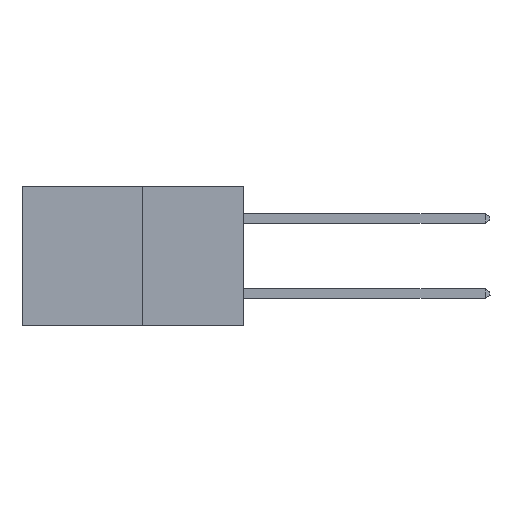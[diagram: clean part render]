
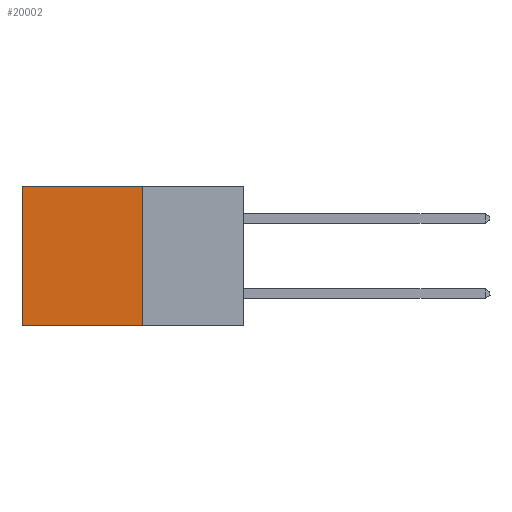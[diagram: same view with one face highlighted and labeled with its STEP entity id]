
A CAD part, left-side view. The second image highlights one B-rep face of the part: STEP entity #20002.
In plain terms, the highlighted planar face has unit normal (-1, 0, 0).
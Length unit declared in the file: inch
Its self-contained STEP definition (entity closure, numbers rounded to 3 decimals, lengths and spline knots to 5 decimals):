
#388 = CARTESIAN_POINT ( 'NONE',  ( 0.277, 0.59, -0.37 ) ) ;
#1328 = VERTEX_POINT ( 'NONE', #24233 ) ;
#2948 = LINE ( 'NONE', #20985, #7351 ) ;
#3063 = VERTEX_POINT ( 'NONE', #24710 ) ;
#3988 = CARTESIAN_POINT ( 'NONE',  ( 0.277, 0.27, 0. ) ) ;
#4732 = EDGE_CURVE ( 'NONE', #8213, #1328, #22645, .T. ) ;
#5491 = FACE_OUTER_BOUND ( 'NONE', #15932, .T. ) ;
#5610 = PLANE ( 'NONE',  #26801 ) ;
#7351 = VECTOR ( 'NONE', #23079, 39.37008 ) ;
#7760 = ORIENTED_EDGE ( 'NONE', *, *, #19306, .F. ) ;
#7763 = CARTESIAN_POINT ( 'NONE',  ( 0.277, 0.27, -0.37 ) ) ;
#8213 = VERTEX_POINT ( 'NONE', #15790 ) ;
#8297 = DIRECTION ( 'NONE',  ( 0., 1., 0. ) ) ;
#9101 = LINE ( 'NONE', #23752, #25798 ) ;
#9903 = DIRECTION ( 'NONE',  ( 1., 0., 0. ) ) ;
#10051 = ORIENTED_EDGE ( 'NONE', *, *, #4732, .T. ) ;
#10699 = DIRECTION ( 'NONE',  ( 0., 0., -1. ) ) ;
#12055 = CARTESIAN_POINT ( 'NONE',  ( 0.277, 0.27, -0.37 ) ) ;
#15790 = CARTESIAN_POINT ( 'NONE',  ( 0.277, 0.27, 0. ) ) ;
#15932 = EDGE_LOOP ( 'NONE', ( #17475, #26030, #7760, #10051 ) ) ;
#17475 = ORIENTED_EDGE ( 'NONE', *, *, #27691, .T. ) ;
#19306 = EDGE_CURVE ( 'NONE', #8213, #3063, #2948, .T. ) ;
#20002 = ADVANCED_FACE ( 'NONE', ( #5491 ), #5610, .F. ) ;
#20343 = LINE ( 'NONE', #12055, #26831 ) ;
#20712 = EDGE_CURVE ( 'NONE', #3063, #27825, #20343, .T. ) ;
#20985 = CARTESIAN_POINT ( 'NONE',  ( 0.277, 0.27, -0.37 ) ) ;
#22645 = LINE ( 'NONE', #3988, #27759 ) ;
#23079 = DIRECTION ( 'NONE',  ( 0., 0., -1. ) ) ;
#23752 = CARTESIAN_POINT ( 'NONE',  ( 0.277, 0.59, -0.37 ) ) ;
#24233 = CARTESIAN_POINT ( 'NONE',  ( 0.277, 0.59, 0. ) ) ;
#24710 = CARTESIAN_POINT ( 'NONE',  ( 0.277, 0.27, -0.37 ) ) ;
#25133 = DIRECTION ( 'NONE',  ( 0., 0., -1. ) ) ;
#25798 = VECTOR ( 'NONE', #10699, 39.37008 ) ;
#26030 = ORIENTED_EDGE ( 'NONE', *, *, #20712, .F. ) ;
#26801 = AXIS2_PLACEMENT_3D ( 'NONE', #7763, #9903, #25133 ) ;
#26831 = VECTOR ( 'NONE', #27296, 39.37008 ) ;
#27296 = DIRECTION ( 'NONE',  ( 0., 1., 0. ) ) ;
#27691 = EDGE_CURVE ( 'NONE', #1328, #27825, #9101, .T. ) ;
#27759 = VECTOR ( 'NONE', #8297, 39.37008 ) ;
#27825 = VERTEX_POINT ( 'NONE', #388 ) ;
